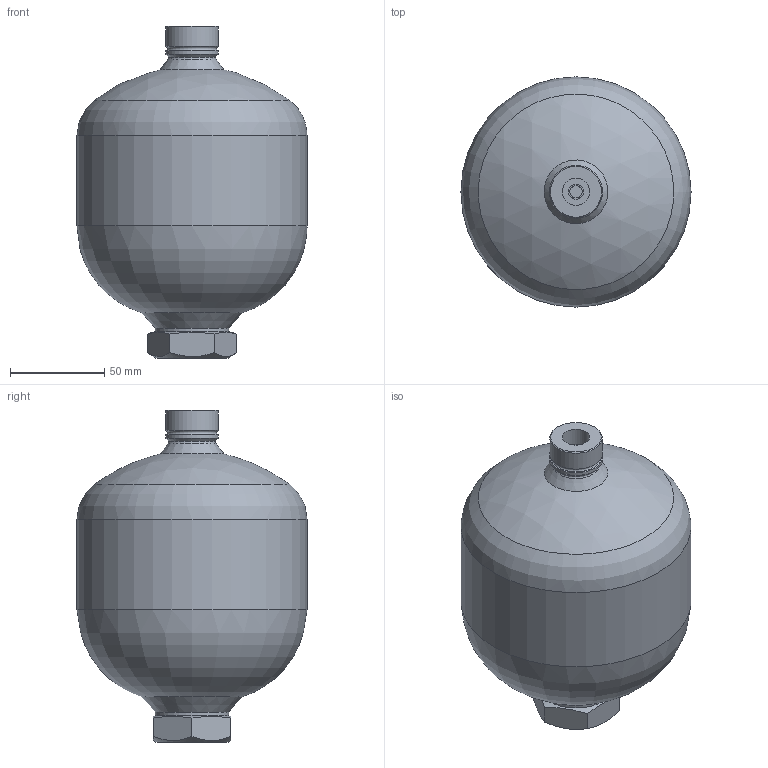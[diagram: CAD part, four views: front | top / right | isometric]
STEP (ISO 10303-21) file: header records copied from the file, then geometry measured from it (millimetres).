
FILE_DESCRIPTION(/* description */ ('Unknown'),/* implementation_level */ '2;1');
FILE_NAME(/* name */ 'AC.20250-001',/* time_stamp */ '2023-07-25T14:44:12+02:00',/* author */ ('Unknown'),/* organization */ ('Unknown'),/* preprocessor_version */ 'ST-DEVELOPER v18.102',/* originating_system */ 'Solid Edge',/* authorisation */ 'Unknown');
FILE_SCHEMA (('AUTOMOTIVE_DESIGN {1 0 10303 214 3 1 1}'));
Length unit declared in the file: millimetre
Products named in the file (5): 075.1315.043; 075.1315.043.6X1.stp; G0.5SW41.stp; m28x1.5.stp; 0.75-210.stp
Assembly tree (4 placements, depth 3):
  075.1315.043
    075.1315.043.6X1.stp
      G0.5SW41.stp
      m28x1.5.stp
      0.75-210.stp
Bounding box: 122 x 122 x 176 mm (x, y, z)
Volume: 1283402.1 mm3; surface area: 68276.1 mm2
Topology: 3 solids, 3 shells, 48 faces, 99 edges, 61 vertices
Faces by surface type: plane 16, cone 15, cylinder 11, torus 3, bspline 2, sphere 1
Full cylindrical faces by diameter (mm): 6.5 x1, 8 x1, 14.5 x1, 25 x1, 28 x2, 34 x1, 39.084 x1, 122 x1
Entity records: 5818 total; most frequent: CARTESIAN_POINT 4857, DIRECTION 177, ORIENTED_EDGE 132, AXIS2_PLACEMENT_3D 84, EDGE_LOOP 81, FACE_BOUND 81, EDGE_CURVE 66, VERTEX_POINT 55
